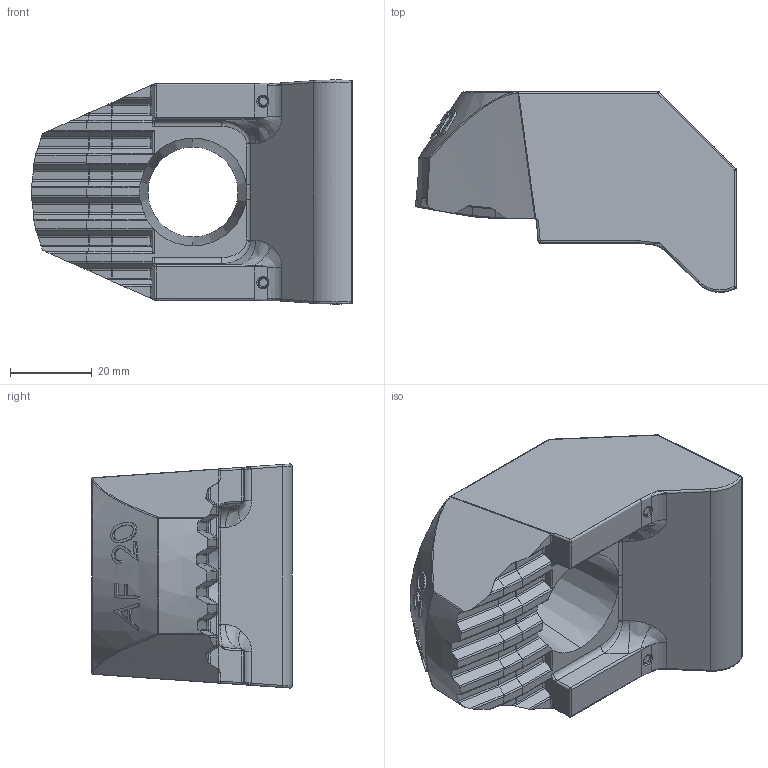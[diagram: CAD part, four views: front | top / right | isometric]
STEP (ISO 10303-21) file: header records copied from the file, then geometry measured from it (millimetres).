
FILE_DESCRIPTION (( 'STEP AP214' ), '1' );
FILE_NAME ('Typ AF mittel M20.STEP', '2008-02-15T14:15:10', ( 'Schütte' ), ( ' ' ), 'SwSTEP 2.0', 'SolidWorks 2008', '' );
FILE_SCHEMA (( 'AUTOMOTIVE_DESIGN' ));
Length unit declared in the file: millimetre
Products named in the file (1): Typ AF mittel M20
Bounding box: 78.49 x 49 x 54.78 mm (x, y, z)
Volume: 89914.1 mm3; surface area: 18084.8 mm2
Topology: 1 solids, 1 shells, 625 faces, 1504 edges, 865 vertices
Faces by surface type: plane 218, cylinder 208, bspline 110, sphere 61, torus 16, cone 12
Entity records: 21212 total; most frequent: CARTESIAN_POINT 8146, ORIENTED_EDGE 2940, DIRECTION 2448, EDGE_CURVE 1470, VERTEX_POINT 865, AXIS2_PLACEMENT_3D 863, VECTOR 722, LINE 722
